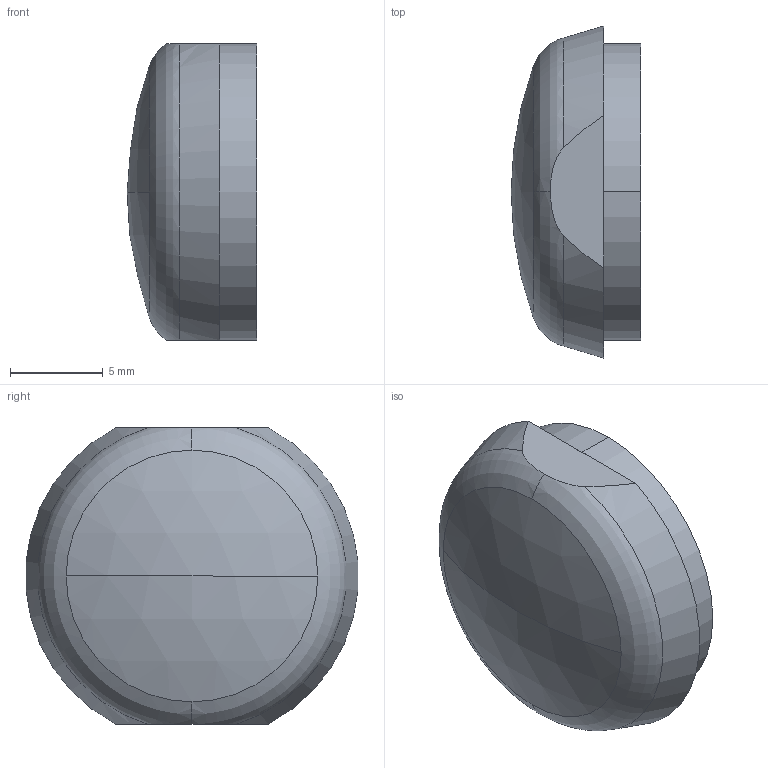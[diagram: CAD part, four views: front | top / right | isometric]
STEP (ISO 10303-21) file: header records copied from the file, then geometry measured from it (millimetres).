
FILE_DESCRIPTION (( 'STEP AP203' ), '1' );
FILE_NAME ('CP-29-TR6L-5.STEP', '2016-11-29T07:32:03', ( '' ), ( '' ), 'SwSTEP 2.0', 'SolidWorks 2014', '' );
FILE_SCHEMA (( 'CONFIG_CONTROL_DESIGN' ));
Length unit declared in the file: millimetre
Products named in the file (1): CP-29-TR6L-5
Bounding box: 7 x 17.94 x 16 mm (x, y, z)
Volume: 582.4 mm3; surface area: 1125.5 mm2
Topology: 1 solids, 1 shells, 70 faces, 178 edges, 113 vertices
Faces by surface type: torus 20, plane 20, cylinder 16, cone 12, sphere 2
Entity records: 2439 total; most frequent: CARTESIAN_POINT 734, ORIENTED_EDGE 356, DIRECTION 328, EDGE_CURVE 178, AXIS2_PLACEMENT_3D 143, VERTEX_POINT 113, EDGE_LOOP 73, CIRCLE 72
